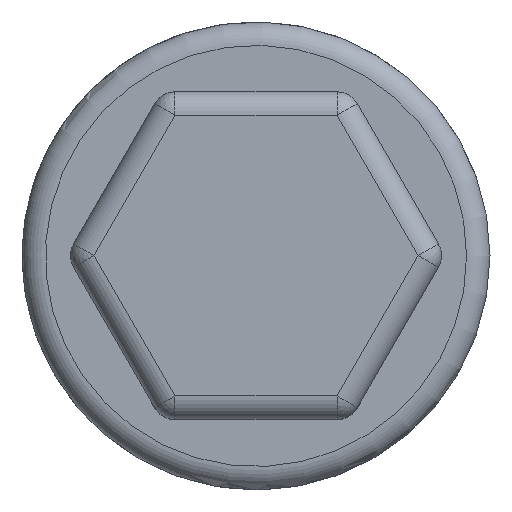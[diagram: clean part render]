
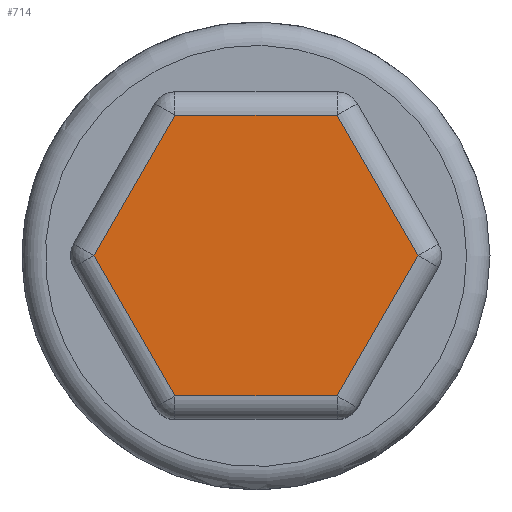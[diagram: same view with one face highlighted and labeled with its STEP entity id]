
A CAD part, top view. The second image highlights one B-rep face of the part: STEP entity #714.
In plain terms, the highlighted planar face has unit normal (0, 0, 1).
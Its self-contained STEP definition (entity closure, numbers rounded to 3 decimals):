
#121=CARTESIAN_POINT('',(-1.732,-3.,5.));
#122=VERTEX_POINT('',#121);
#188=CARTESIAN_POINT('',(1.732,-3.,5.));
#189=VERTEX_POINT('',#188);
#255=CARTESIAN_POINT('',(-3.464,0.,5.));
#256=VERTEX_POINT('',#255);
#323=CARTESIAN_POINT('',(-1.732,-3.,5.));
#324=DIRECTION('',(-0.5,0.866,0.));
#325=VECTOR('',#324,3.464);
#326=LINE('',#323,#325);
#327=EDGE_CURVE('',#122,#256,#326,.T.);
#344=CARTESIAN_POINT('',(3.464,0.,5.));
#345=VERTEX_POINT('',#344);
#411=CARTESIAN_POINT('',(-1.732,3.,5.));
#412=VERTEX_POINT('',#411);
#479=CARTESIAN_POINT('',(-3.464,0.,5.));
#480=DIRECTION('',(0.5,0.866,0.));
#481=VECTOR('',#480,3.464);
#482=LINE('',#479,#481);
#483=EDGE_CURVE('',#256,#412,#482,.T.);
#500=CARTESIAN_POINT('',(1.732,3.,5.));
#501=VERTEX_POINT('',#500);
#568=CARTESIAN_POINT('',(-1.732,3.,5.));
#569=DIRECTION('',(1.,0.,0.));
#570=VECTOR('',#569,3.464);
#571=LINE('',#568,#570);
#572=EDGE_CURVE('',#412,#501,#571,.T.);
#590=CARTESIAN_POINT('',(1.732,3.,5.));
#591=DIRECTION('',(0.5,-0.866,0.));
#592=VECTOR('',#591,3.464);
#593=LINE('',#590,#592);
#594=EDGE_CURVE('',#501,#345,#593,.T.);
#612=CARTESIAN_POINT('',(3.464,0.,5.));
#613=DIRECTION('',(-0.5,-0.866,0.));
#614=VECTOR('',#613,3.464);
#615=LINE('',#612,#614);
#616=EDGE_CURVE('',#345,#189,#615,.T.);
#634=CARTESIAN_POINT('',(1.732,-3.,5.));
#635=DIRECTION('',(-1.,0.,0.));
#636=VECTOR('',#635,3.464);
#637=LINE('',#634,#636);
#638=EDGE_CURVE('',#189,#122,#637,.T.);
#701=CARTESIAN_POINT('',(0.,0.,5.));
#702=DIRECTION('',(1.,0.,0.));
#703=DIRECTION('',(0.,0.,1.));
#704=AXIS2_PLACEMENT_3D('',#701,#703,#702);
#705=PLANE('',#704);
#706=ORIENTED_EDGE('',*,*,#327,.F.);
#707=ORIENTED_EDGE('',*,*,#638,.F.);
#708=ORIENTED_EDGE('',*,*,#616,.F.);
#709=ORIENTED_EDGE('',*,*,#594,.F.);
#710=ORIENTED_EDGE('',*,*,#572,.F.);
#711=ORIENTED_EDGE('',*,*,#483,.F.);
#712=EDGE_LOOP('',(#706,#707,#708,#709,#710,#711));
#713=FACE_OUTER_BOUND('',#712,.T.);
#714=ADVANCED_FACE('F25',(#713),#705,.T.);
